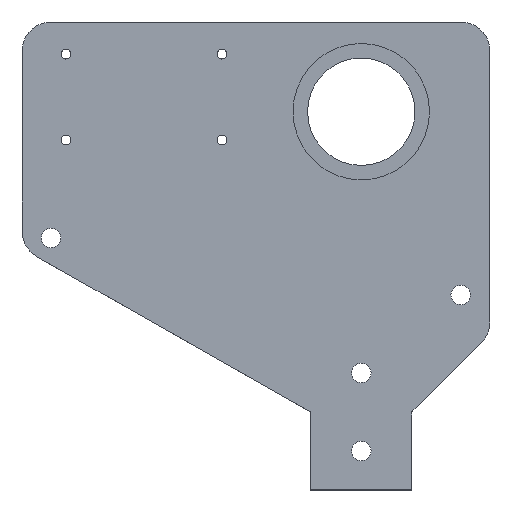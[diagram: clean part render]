
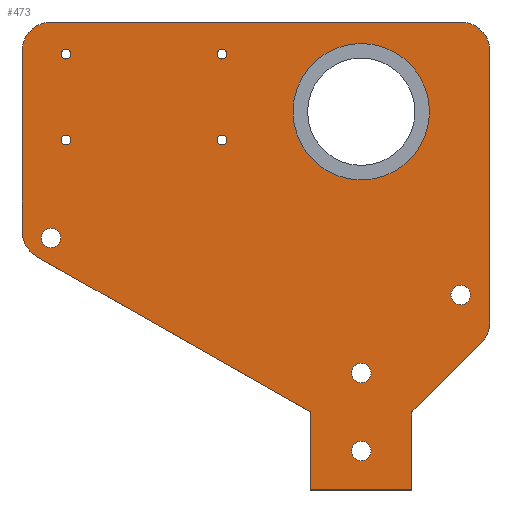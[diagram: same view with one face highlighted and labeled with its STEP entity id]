
A CAD part, top view. The second image highlights one B-rep face of the part: STEP entity #473.
In plain terms, the highlighted planar face has unit normal (0, 0, 1).
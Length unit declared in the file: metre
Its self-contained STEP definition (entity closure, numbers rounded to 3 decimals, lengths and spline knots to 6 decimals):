
#35=LINE('',#686,#63);
#40=LINE('',#701,#68);
#44=LINE('',#713,#72);
#48=LINE('',#725,#76);
#52=LINE('',#737,#80);
#55=LINE('',#743,#83);
#58=LINE('',#749,#86);
#60=LINE('',#792,#88);
#63=VECTOR('',#551,1.);
#68=VECTOR('',#564,1.);
#72=VECTOR('',#576,1.);
#76=VECTOR('',#588,1.);
#80=VECTOR('',#600,1.);
#83=VECTOR('',#605,1.);
#86=VECTOR('',#610,1.);
#88=VECTOR('',#662,1.);
#181=ORIENTED_EDGE('',*,*,#205,.F.);
#182=ORIENTED_EDGE('',*,*,#209,.T.);
#183=ORIENTED_EDGE('',*,*,#212,.F.);
#184=ORIENTED_EDGE('',*,*,#215,.T.);
#185=ORIENTED_EDGE('',*,*,#218,.F.);
#186=ORIENTED_EDGE('',*,*,#221,.T.);
#187=ORIENTED_EDGE('',*,*,#224,.F.);
#188=ORIENTED_EDGE('',*,*,#227,.T.);
#189=ORIENTED_EDGE('',*,*,#230,.F.);
#190=ORIENTED_EDGE('',*,*,#233,.F.);
#191=ORIENTED_EDGE('',*,*,#236,.F.);
#192=ORIENTED_EDGE('',*,*,#254,.F.);
#193=ORIENTED_EDGE('',*,*,#257,.F.);
#194=ORIENTED_EDGE('',*,*,#253,.F.);
#195=ORIENTED_EDGE('',*,*,#251,.F.);
#196=ORIENTED_EDGE('',*,*,#249,.T.);
#197=ORIENTED_EDGE('',*,*,#247,.F.);
#198=ORIENTED_EDGE('',*,*,#245,.F.);
#199=ORIENTED_EDGE('',*,*,#243,.F.);
#200=ORIENTED_EDGE('',*,*,#241,.F.);
#201=ORIENTED_EDGE('',*,*,#239,.T.);
#205=EDGE_CURVE('',#261,#262,#35,.T.);
#209=EDGE_CURVE('',#261,#265,#304,.T.);
#212=EDGE_CURVE('',#267,#265,#40,.T.);
#215=EDGE_CURVE('',#267,#269,#306,.T.);
#218=EDGE_CURVE('',#271,#269,#44,.T.);
#221=EDGE_CURVE('',#271,#273,#308,.T.);
#224=EDGE_CURVE('',#275,#273,#48,.T.);
#227=EDGE_CURVE('',#275,#277,#310,.T.);
#230=EDGE_CURVE('',#279,#277,#52,.T.);
#233=EDGE_CURVE('',#281,#279,#55,.T.);
#236=EDGE_CURVE('',#283,#281,#58,.T.);
#239=EDGE_CURVE('',#285,#285,#313,.T.);
#241=EDGE_CURVE('',#287,#287,#315,.T.);
#243=EDGE_CURVE('',#289,#289,#317,.T.);
#245=EDGE_CURVE('',#291,#291,#319,.T.);
#247=EDGE_CURVE('',#293,#293,#321,.T.);
#249=EDGE_CURVE('',#295,#295,#323,.T.);
#251=EDGE_CURVE('',#297,#297,#325,.T.);
#253=EDGE_CURVE('',#299,#299,#327,.T.);
#254=EDGE_CURVE('',#262,#283,#60,.T.);
#257=EDGE_CURVE('',#301,#301,#329,.T.);
#261=VERTEX_POINT('',#685);
#262=VERTEX_POINT('',#687);
#265=VERTEX_POINT('',#694);
#267=VERTEX_POINT('',#700);
#269=VERTEX_POINT('',#706);
#271=VERTEX_POINT('',#712);
#273=VERTEX_POINT('',#718);
#275=VERTEX_POINT('',#724);
#277=VERTEX_POINT('',#730);
#279=VERTEX_POINT('',#736);
#281=VERTEX_POINT('',#742);
#283=VERTEX_POINT('',#748);
#285=VERTEX_POINT('',#755);
#287=VERTEX_POINT('',#760);
#289=VERTEX_POINT('',#765);
#291=VERTEX_POINT('',#770);
#293=VERTEX_POINT('',#775);
#295=VERTEX_POINT('',#780);
#297=VERTEX_POINT('',#785);
#299=VERTEX_POINT('',#790);
#301=VERTEX_POINT('',#800);
#304=CIRCLE('',#492,0.0075);
#306=CIRCLE('',#496,0.0075);
#308=CIRCLE('',#500,0.0075);
#310=CIRCLE('',#504,0.0075);
#313=CIRCLE('',#511,0.00125);
#315=CIRCLE('',#514,0.0025);
#317=CIRCLE('',#517,0.0025);
#319=CIRCLE('',#520,0.0025);
#321=CIRCLE('',#523,0.0025);
#323=CIRCLE('',#526,0.00125);
#325=CIRCLE('',#529,0.00125);
#327=CIRCLE('',#532,0.00125);
#329=CIRCLE('',#538,0.0175);
#374=EDGE_LOOP('',(#181,#182,#183,#184,#185,#186,#187,#188,#189,#190,#191,
#192));
#375=EDGE_LOOP('',(#193));
#376=EDGE_LOOP('',(#194));
#377=EDGE_LOOP('',(#195));
#378=EDGE_LOOP('',(#196));
#379=EDGE_LOOP('',(#197));
#380=EDGE_LOOP('',(#198));
#381=EDGE_LOOP('',(#199));
#382=EDGE_LOOP('',(#200));
#383=EDGE_LOOP('',(#201));
#428=FACE_BOUND('',#374,.T.);
#429=FACE_BOUND('',#375,.T.);
#430=FACE_BOUND('',#376,.T.);
#431=FACE_BOUND('',#377,.T.);
#432=FACE_BOUND('',#378,.T.);
#433=FACE_BOUND('',#379,.T.);
#434=FACE_BOUND('',#380,.T.);
#435=FACE_BOUND('',#381,.T.);
#436=FACE_BOUND('',#382,.T.);
#437=FACE_BOUND('',#383,.T.);
#448=PLANE('',#539);
#473=ADVANCED_FACE('',(#428,#429,#430,#431,#432,#433,#434,#435,#436,#437),
#448,.T.);
#492=AXIS2_PLACEMENT_3D('',#695,#557,#558);
#496=AXIS2_PLACEMENT_3D('',#707,#569,#570);
#500=AXIS2_PLACEMENT_3D('',#719,#581,#582);
#504=AXIS2_PLACEMENT_3D('',#731,#593,#594);
#511=AXIS2_PLACEMENT_3D('',#754,#616,#617);
#514=AXIS2_PLACEMENT_3D('',#759,#622,#623);
#517=AXIS2_PLACEMENT_3D('',#764,#628,#629);
#520=AXIS2_PLACEMENT_3D('',#769,#634,#635);
#523=AXIS2_PLACEMENT_3D('',#774,#640,#641);
#526=AXIS2_PLACEMENT_3D('',#779,#646,#647);
#529=AXIS2_PLACEMENT_3D('',#784,#652,#653);
#532=AXIS2_PLACEMENT_3D('',#789,#658,#659);
#538=AXIS2_PLACEMENT_3D('',#799,#672,#673);
#539=AXIS2_PLACEMENT_3D('',#801,#674,#675);
#551=DIRECTION('',(-0.707,-0.707,0.));
#557=DIRECTION('',(0.,0.,1.));
#558=DIRECTION('',(1.,0.,0.));
#564=DIRECTION('',(0.,-1.,0.));
#569=DIRECTION('',(0.,0.,1.));
#570=DIRECTION('',(1.,0.,0.));
#576=DIRECTION('',(1.,0.,0.));
#581=DIRECTION('',(0.,0.,1.));
#582=DIRECTION('',(1.,0.,0.));
#588=DIRECTION('',(0.,1.,0.));
#593=DIRECTION('',(0.,0.,1.));
#594=DIRECTION('',(1.,0.,0.));
#600=DIRECTION('',(-0.87,0.494,0.));
#605=DIRECTION('',(0.,1.,0.));
#610=DIRECTION('',(-1.,0.,0.));
#616=DIRECTION('',(0.,0.,-1.));
#617=DIRECTION('',(1.,0.,0.));
#622=DIRECTION('',(0.,0.,1.));
#623=DIRECTION('',(1.,0.,0.));
#628=DIRECTION('',(0.,0.,1.));
#629=DIRECTION('',(1.,0.,0.));
#634=DIRECTION('',(0.,0.,1.));
#635=DIRECTION('',(1.,0.,0.));
#640=DIRECTION('',(0.,0.,1.));
#641=DIRECTION('',(1.,0.,0.));
#646=DIRECTION('',(0.,0.,-1.));
#647=DIRECTION('',(1.,0.,0.));
#652=DIRECTION('',(0.,0.,1.));
#653=DIRECTION('',(1.,0.,0.));
#658=DIRECTION('',(0.,0.,1.));
#659=DIRECTION('',(1.,0.,0.));
#662=DIRECTION('',(0.,-1.,0.));
#672=DIRECTION('',(0.,0.,1.));
#673=DIRECTION('',(1.,0.,0.));
#674=DIRECTION('',(0.,0.,1.));
#675=DIRECTION('',(1.,0.,0.));
#685=CARTESIAN_POINT('',(0.030803,0.037803,0.003));
#686=CARTESIAN_POINT('',(0.021902,0.028902,0.003));
#687=CARTESIAN_POINT('',(0.013,0.02,0.003));
#694=CARTESIAN_POINT('',(0.033,0.043107,0.003));
#695=CARTESIAN_POINT('',(0.0255,0.043107,0.003));
#700=CARTESIAN_POINT('',(0.033,0.1125,0.003));
#701=CARTESIAN_POINT('',(0.033,0.077803,0.003));
#706=CARTESIAN_POINT('',(0.0255,0.12,0.003));
#707=CARTESIAN_POINT('',(0.0255,0.1125,0.003));
#712=CARTESIAN_POINT('',(-0.0795,0.12,0.003));
#713=CARTESIAN_POINT('',(-0.027,0.12,0.003));
#718=CARTESIAN_POINT('',(-0.087,0.1125,0.003));
#719=CARTESIAN_POINT('',(-0.0795,0.1125,0.003));
#724=CARTESIAN_POINT('',(-0.087,0.066367,0.003));
#725=CARTESIAN_POINT('',(-0.087,0.089434,0.003));
#730=CARTESIAN_POINT('',(-0.083202,0.059844,0.003));
#731=CARTESIAN_POINT('',(-0.0795,0.066367,0.003));
#736=CARTESIAN_POINT('',(-0.013,0.02,0.003));
#737=CARTESIAN_POINT('',(-0.048101,0.039922,0.003));
#742=CARTESIAN_POINT('',(-0.013,0.,0.003));
#743=CARTESIAN_POINT('',(-0.013,0.01,0.003));
#748=CARTESIAN_POINT('',(0.013,0.,0.003));
#749=CARTESIAN_POINT('',(0.,0.,0.003));
#754=CARTESIAN_POINT('',(-0.07575,0.08975,0.003));
#755=CARTESIAN_POINT('',(-0.0745,0.08975,0.003));
#759=CARTESIAN_POINT('',(-0.079544,0.064601,0.003));
#760=CARTESIAN_POINT('',(-0.077044,0.064601,0.003));
#764=CARTESIAN_POINT('',(0.0255,0.05,0.003));
#765=CARTESIAN_POINT('',(0.028,0.05,0.003));
#769=CARTESIAN_POINT('',(0.,0.03,0.003));
#770=CARTESIAN_POINT('',(0.0025,0.03,0.003));
#774=CARTESIAN_POINT('',(0.,0.01,0.003));
#775=CARTESIAN_POINT('',(0.0025,0.01,0.003));
#779=CARTESIAN_POINT('',(-0.03575,0.08975,0.003));
#780=CARTESIAN_POINT('',(-0.0345,0.08975,0.003));
#784=CARTESIAN_POINT('',(-0.03575,0.11175,0.003));
#785=CARTESIAN_POINT('',(-0.0345,0.11175,0.003));
#789=CARTESIAN_POINT('',(-0.07575,0.11175,0.003));
#790=CARTESIAN_POINT('',(-0.0745,0.11175,0.003));
#792=CARTESIAN_POINT('',(0.013,0.01,0.003));
#799=CARTESIAN_POINT('',(0.,0.097,0.003));
#800=CARTESIAN_POINT('',(0.0175,0.097,0.003));
#801=CARTESIAN_POINT('',(-0.038213,0.0675,0.003));
